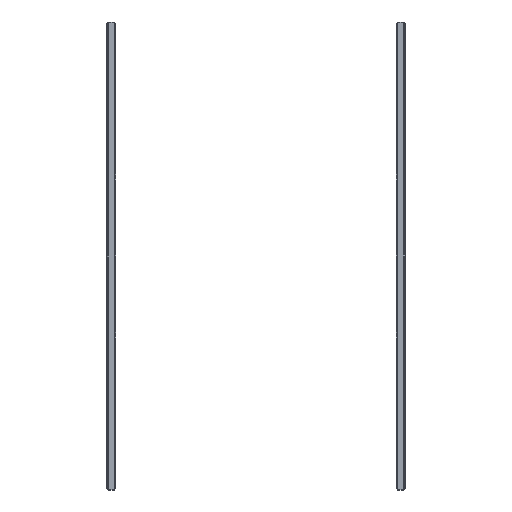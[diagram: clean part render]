
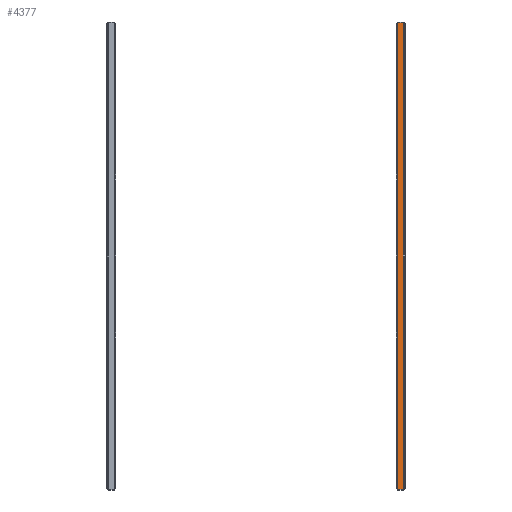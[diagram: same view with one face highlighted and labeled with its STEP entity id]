
A CAD part, front view. The second image highlights one B-rep face of the part: STEP entity #4377.
In plain terms, the highlighted planar face has unit normal (0, -1, 0).
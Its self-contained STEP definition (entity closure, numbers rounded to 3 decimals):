
#159 = DIRECTION ( 'NONE',  ( 0., 0., -1. ) ) ;
#541 = DIRECTION ( 'NONE',  ( 0., 0., -1. ) ) ;
#688 = ORIENTED_EDGE ( 'NONE', *, *, #13326, .T. ) ;
#1012 = VERTEX_POINT ( 'NONE', #1946 ) ;
#1115 = ORIENTED_EDGE ( 'NONE', *, *, #13045, .F. ) ;
#1252 = CARTESIAN_POINT ( 'NONE',  ( -13.6, -998.5, 478. ) ) ;
#1468 = ORIENTED_EDGE ( 'NONE', *, *, #3703, .T. ) ;
#1598 = PLANE ( 'NONE',  #9197 ) ;
#1946 = CARTESIAN_POINT ( 'NONE',  ( -2., -998.5, 476.246 ) ) ;
#2373 = VERTEX_POINT ( 'NONE', #10315 ) ;
#2482 = VECTOR ( 'NONE', #10335, 1000. ) ;
#2511 = VECTOR ( 'NONE', #11238, 1000. ) ;
#2688 = LINE ( 'NONE', #3557, #2511 ) ;
#2699 = CARTESIAN_POINT ( 'NONE',  ( 0., -998.5, 478. ) ) ;
#3356 = VERTEX_POINT ( 'NONE', #3434 ) ;
#3434 = CARTESIAN_POINT ( 'NONE',  ( -13.6, -998.5, 476.246 ) ) ;
#3557 = CARTESIAN_POINT ( 'NONE',  ( 0., -998.5, -476.246 ) ) ;
#3703 = EDGE_CURVE ( 'NONE', #3356, #8508, #7607, .T. ) ;
#4377 = ADVANCED_FACE ( 'NONE', ( #6056 ), #1598, .F. ) ;
#6056 = FACE_OUTER_BOUND ( 'NONE', #13840, .T. ) ;
#6887 = DIRECTION ( 'NONE',  ( 0., 1., 0. ) ) ;
#7607 = LINE ( 'NONE', #1252, #13268 ) ;
#8026 = CARTESIAN_POINT ( 'NONE',  ( -13.6, -998.5, -476.246 ) ) ;
#8137 = DIRECTION ( 'NONE',  ( 0., 0., 1. ) ) ;
#8508 = VERTEX_POINT ( 'NONE', #8026 ) ;
#8639 = VECTOR ( 'NONE', #541, 1000. ) ;
#9197 = AXIS2_PLACEMENT_3D ( 'NONE', #2699, #6887, #8137 ) ;
#10244 = ORIENTED_EDGE ( 'NONE', *, *, #12647, .F. ) ;
#10315 = CARTESIAN_POINT ( 'NONE',  ( -2., -998.5, -476.246 ) ) ;
#10335 = DIRECTION ( 'NONE',  ( -1., 0., 0. ) ) ;
#11238 = DIRECTION ( 'NONE',  ( -1., 0., 0. ) ) ;
#11414 = CARTESIAN_POINT ( 'NONE',  ( -2., -998.5, -478. ) ) ;
#12247 = LINE ( 'NONE', #12557, #2482 ) ;
#12557 = CARTESIAN_POINT ( 'NONE',  ( 0., -998.5, 476.246 ) ) ;
#12647 = EDGE_CURVE ( 'NONE', #2373, #8508, #2688, .T. ) ;
#13045 = EDGE_CURVE ( 'NONE', #1012, #2373, #13449, .T. ) ;
#13268 = VECTOR ( 'NONE', #159, 1000. ) ;
#13326 = EDGE_CURVE ( 'NONE', #1012, #3356, #12247, .T. ) ;
#13449 = LINE ( 'NONE', #11414, #8639 ) ;
#13840 = EDGE_LOOP ( 'NONE', ( #10244, #1115, #688, #1468 ) ) ;
